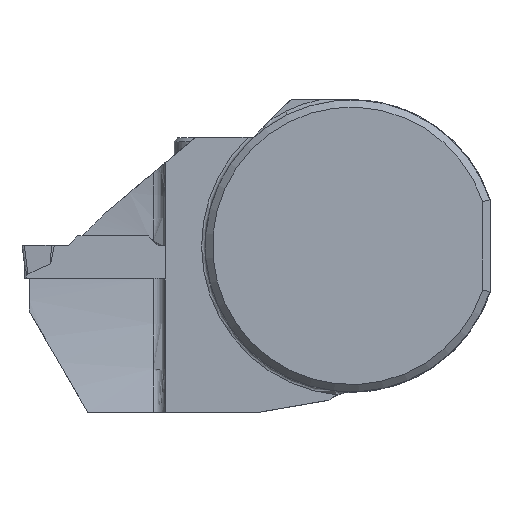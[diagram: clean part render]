
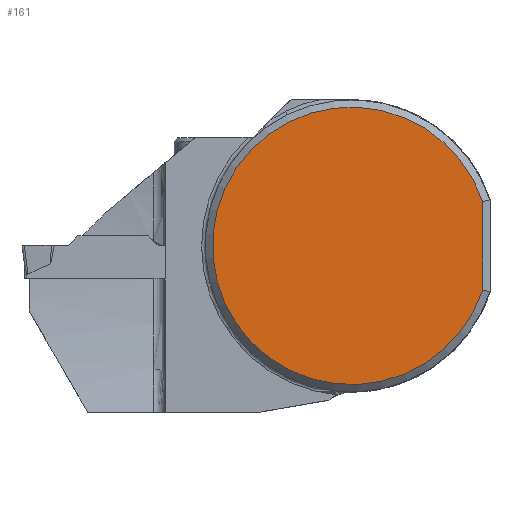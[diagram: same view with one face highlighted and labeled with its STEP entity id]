
A CAD part, top view. The second image highlights one B-rep face of the part: STEP entity #161.
In plain terms, the highlighted planar face has unit normal (0, 0, 1).
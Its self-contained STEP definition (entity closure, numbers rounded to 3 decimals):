
#114=PLANE('',#1499);
#161=ADVANCED_FACE('',(#249),#114,.F.);
#249=FACE_OUTER_BOUND('',#320,.T.);
#320=EDGE_LOOP('',(#692,#693));
#458=LINE('',#2035,#569);
#569=VECTOR('',#1648,1.);
#692=ORIENTED_EDGE('',*,*,#1216,.F.);
#693=ORIENTED_EDGE('',*,*,#1217,.T.);
#1086=VERTEX_POINT('',#2036);
#1087=VERTEX_POINT('',#2037);
#1216=EDGE_CURVE('',#1086,#1087,#458,.T.);
#1217=EDGE_CURVE('',#1086,#1087,#1403,.T.);
#1403=CIRCLE('',#1498,19.);
#1498=AXIS2_PLACEMENT_3D('',#2038,#1649,#1650);
#1499=AXIS2_PLACEMENT_3D('',#2039,#1651,#1652);
#1648=DIRECTION('',(0.,-1.,0.));
#1649=DIRECTION('',(0.,0.,1.));
#1650=DIRECTION('',(-1.,0.,0.));
#1651=DIRECTION('',(0.,0.,-1.));
#1652=DIRECTION('',(-1.,0.,0.));
#2035=CARTESIAN_POINT('',(18.,0.,0.325));
#2036=CARTESIAN_POINT('',(18.,6.083,0.325));
#2037=CARTESIAN_POINT('',(18.,-6.083,0.325));
#2038=CARTESIAN_POINT('',(0.,0.,0.325));
#2039=CARTESIAN_POINT('',(0.,0.,0.325));
